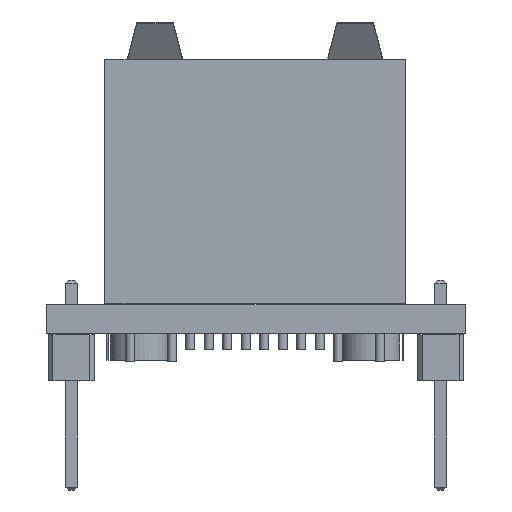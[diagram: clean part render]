
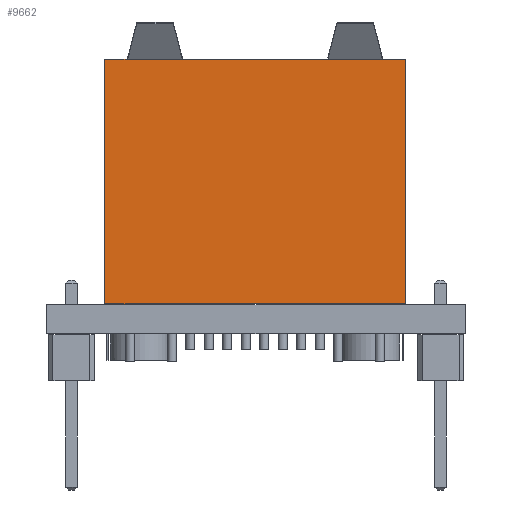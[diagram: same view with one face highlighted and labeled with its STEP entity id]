
A CAD part, front view. The second image highlights one B-rep face of the part: STEP entity #9662.
In plain terms, the highlighted planar face has unit normal (0, -1, 0).
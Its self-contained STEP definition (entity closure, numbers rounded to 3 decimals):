
#9546 = EDGE_CURVE('',#9547,#9549,#9551,.T.);
#9547 = VERTEX_POINT('',#9548);
#9548 = CARTESIAN_POINT('',(11.805,-7.75,0.));
#9549 = VERTEX_POINT('',#9550);
#9550 = CARTESIAN_POINT('',(11.805,-7.75,13.46));
#9551 = SURFACE_CURVE('',#9552,(#9556,#9568),.PCURVE_S1.);
#9552 = LINE('',#9553,#9554);
#9553 = CARTESIAN_POINT('',(11.805,-7.75,0.));
#9554 = VECTOR('',#9555,1.);
#9555 = DIRECTION('',(0.,0.,1.));
#9556 = PCURVE('',#9557,#9562);
#9557 = PLANE('',#9558);
#9558 = AXIS2_PLACEMENT_3D('',#9559,#9560,#9561);
#9559 = CARTESIAN_POINT('',(11.805,-7.75,0.));
#9560 = DIRECTION('',(-1.,0.,0.));
#9561 = DIRECTION('',(0.,1.,0.));
#9562 = DEFINITIONAL_REPRESENTATION('',(#9563),#9567);
#9563 = LINE('',#9564,#9565);
#9564 = CARTESIAN_POINT('',(0.,0.));
#9565 = VECTOR('',#9566,1.);
#9566 = DIRECTION('',(0.,-1.));
#9567 = ( GEOMETRIC_REPRESENTATION_CONTEXT(2) 
PARAMETRIC_REPRESENTATION_CONTEXT() REPRESENTATION_CONTEXT('2D SPACE',''
  ) );
#9568 = PCURVE('',#9569,#9574);
#9569 = PLANE('',#9570);
#9570 = AXIS2_PLACEMENT_3D('',#9571,#9572,#9573);
#9571 = CARTESIAN_POINT('',(-4.705,-7.75,0.));
#9572 = DIRECTION('',(0.,1.,0.));
#9573 = DIRECTION('',(1.,0.,0.));
#9574 = DEFINITIONAL_REPRESENTATION('',(#9575),#9579);
#9575 = LINE('',#9576,#9577);
#9576 = CARTESIAN_POINT('',(16.51,0.));
#9577 = VECTOR('',#9578,1.);
#9578 = DIRECTION('',(0.,-1.));
#9579 = ( GEOMETRIC_REPRESENTATION_CONTEXT(2) 
PARAMETRIC_REPRESENTATION_CONTEXT() REPRESENTATION_CONTEXT('2D SPACE',''
  ) );
#9597 = PLANE('',#9598);
#9598 = AXIS2_PLACEMENT_3D('',#9599,#9600,#9601);
#9599 = CARTESIAN_POINT('',(11.805,8.,13.46));
#9600 = DIRECTION('',(-0.,0.,-1.));
#9601 = DIRECTION('',(1.,0.,-0.));
#9651 = PLANE('',#9652);
#9652 = AXIS2_PLACEMENT_3D('',#9653,#9654,#9655);
#9653 = CARTESIAN_POINT('',(11.805,8.,0.));
#9654 = DIRECTION('',(-0.,0.,-1.));
#9655 = DIRECTION('',(1.,0.,-0.));
#9662 = ADVANCED_FACE('',(#9663),#9569,.F.);
#9663 = FACE_BOUND('',#9664,.F.);
#9664 = EDGE_LOOP('',(#9665,#9695,#9716,#9717));
#9665 = ORIENTED_EDGE('',*,*,#9666,.T.);
#9666 = EDGE_CURVE('',#9667,#9669,#9671,.T.);
#9667 = VERTEX_POINT('',#9668);
#9668 = CARTESIAN_POINT('',(-4.705,-7.75,0.));
#9669 = VERTEX_POINT('',#9670);
#9670 = CARTESIAN_POINT('',(-4.705,-7.75,13.46));
#9671 = SURFACE_CURVE('',#9672,(#9676,#9683),.PCURVE_S1.);
#9672 = LINE('',#9673,#9674);
#9673 = CARTESIAN_POINT('',(-4.705,-7.75,0.));
#9674 = VECTOR('',#9675,1.);
#9675 = DIRECTION('',(0.,0.,1.));
#9676 = PCURVE('',#9569,#9677);
#9677 = DEFINITIONAL_REPRESENTATION('',(#9678),#9682);
#9678 = LINE('',#9679,#9680);
#9679 = CARTESIAN_POINT('',(0.,0.));
#9680 = VECTOR('',#9681,1.);
#9681 = DIRECTION('',(0.,-1.));
#9682 = ( GEOMETRIC_REPRESENTATION_CONTEXT(2) 
PARAMETRIC_REPRESENTATION_CONTEXT() REPRESENTATION_CONTEXT('2D SPACE',''
  ) );
#9683 = PCURVE('',#9684,#9689);
#9684 = PLANE('',#9685);
#9685 = AXIS2_PLACEMENT_3D('',#9686,#9687,#9688);
#9686 = CARTESIAN_POINT('',(-4.705,8.,0.));
#9687 = DIRECTION('',(1.,0.,0.));
#9688 = DIRECTION('',(0.,-1.,0.));
#9689 = DEFINITIONAL_REPRESENTATION('',(#9690),#9694);
#9690 = LINE('',#9691,#9692);
#9691 = CARTESIAN_POINT('',(15.75,0.));
#9692 = VECTOR('',#9693,1.);
#9693 = DIRECTION('',(0.,-1.));
#9694 = ( GEOMETRIC_REPRESENTATION_CONTEXT(2) 
PARAMETRIC_REPRESENTATION_CONTEXT() REPRESENTATION_CONTEXT('2D SPACE',''
  ) );
#9695 = ORIENTED_EDGE('',*,*,#9696,.T.);
#9696 = EDGE_CURVE('',#9669,#9549,#9697,.T.);
#9697 = SURFACE_CURVE('',#9698,(#9702,#9709),.PCURVE_S1.);
#9698 = LINE('',#9699,#9700);
#9699 = CARTESIAN_POINT('',(-4.705,-7.75,13.46));
#9700 = VECTOR('',#9701,1.);
#9701 = DIRECTION('',(1.,0.,0.));
#9702 = PCURVE('',#9569,#9703);
#9703 = DEFINITIONAL_REPRESENTATION('',(#9704),#9708);
#9704 = LINE('',#9705,#9706);
#9705 = CARTESIAN_POINT('',(0.,-13.46));
#9706 = VECTOR('',#9707,1.);
#9707 = DIRECTION('',(1.,0.));
#9708 = ( GEOMETRIC_REPRESENTATION_CONTEXT(2) 
PARAMETRIC_REPRESENTATION_CONTEXT() REPRESENTATION_CONTEXT('2D SPACE',''
  ) );
#9709 = PCURVE('',#9597,#9710);
#9710 = DEFINITIONAL_REPRESENTATION('',(#9711),#9715);
#9711 = LINE('',#9712,#9713);
#9712 = CARTESIAN_POINT('',(-16.51,15.75));
#9713 = VECTOR('',#9714,1.);
#9714 = DIRECTION('',(1.,0.));
#9715 = ( GEOMETRIC_REPRESENTATION_CONTEXT(2) 
PARAMETRIC_REPRESENTATION_CONTEXT() REPRESENTATION_CONTEXT('2D SPACE',''
  ) );
#9716 = ORIENTED_EDGE('',*,*,#9546,.F.);
#9717 = ORIENTED_EDGE('',*,*,#9718,.F.);
#9718 = EDGE_CURVE('',#9667,#9547,#9719,.T.);
#9719 = SURFACE_CURVE('',#9720,(#9724,#9731),.PCURVE_S1.);
#9720 = LINE('',#9721,#9722);
#9721 = CARTESIAN_POINT('',(-4.705,-7.75,0.));
#9722 = VECTOR('',#9723,1.);
#9723 = DIRECTION('',(1.,0.,0.));
#9724 = PCURVE('',#9569,#9725);
#9725 = DEFINITIONAL_REPRESENTATION('',(#9726),#9730);
#9726 = LINE('',#9727,#9728);
#9727 = CARTESIAN_POINT('',(0.,0.));
#9728 = VECTOR('',#9729,1.);
#9729 = DIRECTION('',(1.,0.));
#9730 = ( GEOMETRIC_REPRESENTATION_CONTEXT(2) 
PARAMETRIC_REPRESENTATION_CONTEXT() REPRESENTATION_CONTEXT('2D SPACE',''
  ) );
#9731 = PCURVE('',#9651,#9732);
#9732 = DEFINITIONAL_REPRESENTATION('',(#9733),#9737);
#9733 = LINE('',#9734,#9735);
#9734 = CARTESIAN_POINT('',(-16.51,15.75));
#9735 = VECTOR('',#9736,1.);
#9736 = DIRECTION('',(1.,0.));
#9737 = ( GEOMETRIC_REPRESENTATION_CONTEXT(2) 
PARAMETRIC_REPRESENTATION_CONTEXT() REPRESENTATION_CONTEXT('2D SPACE',''
  ) );
